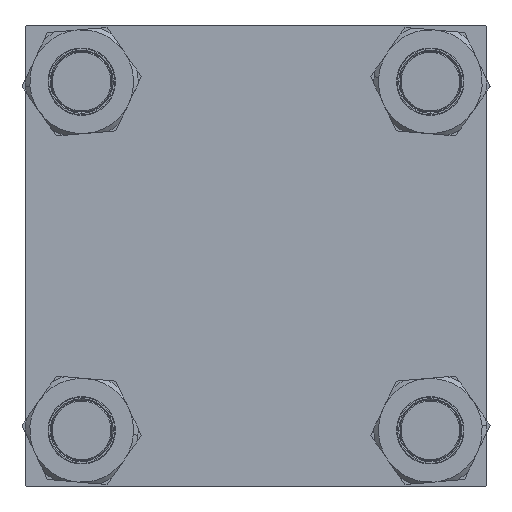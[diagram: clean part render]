
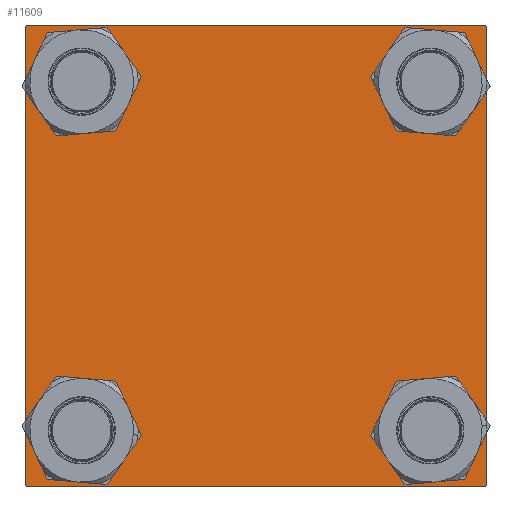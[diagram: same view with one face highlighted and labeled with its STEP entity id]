
A CAD part, left-side view. The second image highlights one B-rep face of the part: STEP entity #11609.
In plain terms, the highlighted planar face has unit normal (-1, 0, 0).
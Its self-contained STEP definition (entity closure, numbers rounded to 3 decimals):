
#182 = EDGE_CURVE ( 'NONE', #53099, #46221, #29675, .T. ) ;
#638 = LINE ( 'NONE', #9306, #45542 ) ;
#746 = FACE_BOUND ( 'NONE', #27921, .T. ) ;
#882 = ORIENTED_EDGE ( 'NONE', *, *, #42398, .T. ) ;
#1178 = VERTEX_POINT ( 'NONE', #12070 ) ;
#1571 = DIRECTION ( 'NONE',  ( 0., -1., 0. ) ) ;
#1707 = CARTESIAN_POINT ( 'NONE',  ( 0., 102.25, -102.25 ) ) ;
#1816 = FACE_BOUND ( 'NONE', #17439, .T. ) ;
#1959 = CARTESIAN_POINT ( 'NONE',  ( 0., -102.5, 102.5 ) ) ;
#2163 = CARTESIAN_POINT ( 'NONE',  ( 0., 77.45, 77.45 ) ) ;
#2212 = CIRCLE ( 'NONE', #15135, 14. ) ;
#3226 = AXIS2_PLACEMENT_3D ( 'NONE', #46696, #46407, #15119 ) ;
#3310 = DIRECTION ( 'NONE',  ( 0., 0.707, -0.707 ) ) ;
#3364 = CARTESIAN_POINT ( 'NONE',  ( 0., 102.5, 102.5 ) ) ;
#3365 = VECTOR ( 'NONE', #19329, 1000. ) ;
#3877 = AXIS2_PLACEMENT_3D ( 'NONE', #31634, #32492, #53918 ) ;
#4187 = EDGE_CURVE ( 'NONE', #11656, #54490, #638, .T. ) ;
#4556 = EDGE_CURVE ( 'NONE', #35947, #8045, #49264, .T. ) ;
#4952 = DIRECTION ( 'NONE',  ( 0., 0., 1. ) ) ;
#4974 = CIRCLE ( 'NONE', #36420, 14. ) ;
#4982 = DIRECTION ( 'NONE',  ( 0., -0.707, 0.707 ) ) ;
#5315 = VECTOR ( 'NONE', #1571, 1000. ) ;
#5443 = CARTESIAN_POINT ( 'NONE',  ( 0., -77.45, -63.45 ) ) ;
#5625 = VECTOR ( 'NONE', #33362, 1000. ) ;
#6137 = AXIS2_PLACEMENT_3D ( 'NONE', #37854, #51731, #56051 ) ;
#6317 = DIRECTION ( 'NONE',  ( 0., -0.707, -0.707 ) ) ;
#6920 = CIRCLE ( 'NONE', #12501, 14. ) ;
#6991 = VERTEX_POINT ( 'NONE', #43489 ) ;
#7213 = EDGE_CURVE ( 'NONE', #46221, #45371, #42783, .T. ) ;
#7302 = EDGE_CURVE ( 'NONE', #43709, #15542, #4974, .T. ) ;
#7848 = EDGE_LOOP ( 'NONE', ( #37066, #44726 ) ) ;
#7965 = EDGE_CURVE ( 'NONE', #6991, #43921, #2212, .T. ) ;
#8045 = VERTEX_POINT ( 'NONE', #42017 ) ;
#8679 = CARTESIAN_POINT ( 'NONE',  ( 0., 77.45, -63.45 ) ) ;
#9090 = ORIENTED_EDGE ( 'NONE', *, *, #182, .T. ) ;
#9306 = CARTESIAN_POINT ( 'NONE',  ( 0., -102.25, -102.25 ) ) ;
#9419 = DIRECTION ( 'NONE',  ( 1., 0., 0. ) ) ;
#9853 = CARTESIAN_POINT ( 'NONE',  ( 0., -77.45, -77.45 ) ) ;
#10045 = ORIENTED_EDGE ( 'NONE', *, *, #17654, .F. ) ;
#11257 = ORIENTED_EDGE ( 'NONE', *, *, #7302, .T. ) ;
#11404 = VECTOR ( 'NONE', #21029, 1000. ) ;
#11609 = ADVANCED_FACE ( 'NONE', ( #19469, #746, #1816, #42355, #18118 ), #37154, .T. ) ;
#11656 = VERTEX_POINT ( 'NONE', #36091 ) ;
#11982 = VERTEX_POINT ( 'NONE', #27812 ) ;
#12070 = CARTESIAN_POINT ( 'NONE',  ( 0., 102., -102.5 ) ) ;
#12302 = CARTESIAN_POINT ( 'NONE',  ( 0., 102.5, -102. ) ) ;
#12501 = AXIS2_PLACEMENT_3D ( 'NONE', #2163, #41276, #41845 ) ;
#12967 = ORIENTED_EDGE ( 'NONE', *, *, #7965, .T. ) ;
#13487 = DIRECTION ( 'NONE',  ( 0., 0., 1. ) ) ;
#14775 = EDGE_LOOP ( 'NONE', ( #34805, #26784, #882, #36635, #10045, #31569, #21947, #9090 ) ) ;
#15079 = EDGE_CURVE ( 'NONE', #43921, #6991, #18940, .T. ) ;
#15119 = DIRECTION ( 'NONE',  ( 0., 0., 1. ) ) ;
#15135 = AXIS2_PLACEMENT_3D ( 'NONE', #9853, #23765, #4952 ) ;
#15450 = CARTESIAN_POINT ( 'NONE',  ( 0., 77.45, 63.45 ) ) ;
#15542 = VERTEX_POINT ( 'NONE', #8679 ) ;
#15833 = CARTESIAN_POINT ( 'NONE',  ( 0., 77.45, 91.45 ) ) ;
#16849 = CIRCLE ( 'NONE', #3877, 14. ) ;
#17110 = EDGE_CURVE ( 'NONE', #8045, #35947, #57020, .T. ) ;
#17439 = EDGE_LOOP ( 'NONE', ( #24869, #11257 ) ) ;
#17654 = EDGE_CURVE ( 'NONE', #27236, #54490, #54648, .T. ) ;
#18118 = FACE_OUTER_BOUND ( 'NONE', #14775, .T. ) ;
#18438 = CARTESIAN_POINT ( 'NONE',  ( 0., -102.5, 102. ) ) ;
#18490 = VECTOR ( 'NONE', #6317, 1000. ) ;
#18653 = LINE ( 'NONE', #41252, #5315 ) ;
#18940 = CIRCLE ( 'NONE', #19853, 14. ) ;
#18947 = DIRECTION ( 'NONE',  ( 1., 0., 0. ) ) ;
#19329 = DIRECTION ( 'NONE',  ( 0., 0., -1. ) ) ;
#19424 = DIRECTION ( 'NONE',  ( 1., 0., 0. ) ) ;
#19469 = FACE_BOUND ( 'NONE', #47831, .T. ) ;
#19853 = AXIS2_PLACEMENT_3D ( 'NONE', #53988, #18947, #36638 ) ;
#21029 = DIRECTION ( 'NONE',  ( 0., 0., -1. ) ) ;
#21378 = EDGE_CURVE ( 'NONE', #55271, #48485, #6920, .T. ) ;
#21947 = ORIENTED_EDGE ( 'NONE', *, *, #27585, .F. ) ;
#22103 = ORIENTED_EDGE ( 'NONE', *, *, #17110, .T. ) ;
#23765 = DIRECTION ( 'NONE',  ( 1., 0., 0. ) ) ;
#24299 = DIRECTION ( 'NONE',  ( 0., 0., 1. ) ) ;
#24392 = CARTESIAN_POINT ( 'NONE',  ( 0., -102.25, 102.25 ) ) ;
#24869 = ORIENTED_EDGE ( 'NONE', *, *, #55485, .T. ) ;
#25230 = AXIS2_PLACEMENT_3D ( 'NONE', #32706, #50651, #24299 ) ;
#25332 = CARTESIAN_POINT ( 'NONE',  ( 0., 102.25, 102.25 ) ) ;
#26047 = CARTESIAN_POINT ( 'NONE',  ( 0., 102., 102.5 ) ) ;
#26709 = CARTESIAN_POINT ( 'NONE',  ( 0., -102.5, -102. ) ) ;
#26784 = ORIENTED_EDGE ( 'NONE', *, *, #39746, .T. ) ;
#27236 = VERTEX_POINT ( 'NONE', #18438 ) ;
#27585 = EDGE_CURVE ( 'NONE', #53099, #11982, #18653, .T. ) ;
#27812 = CARTESIAN_POINT ( 'NONE',  ( 0., -102., 102.5 ) ) ;
#27921 = EDGE_LOOP ( 'NONE', ( #37817, #12967 ) ) ;
#29675 = LINE ( 'NONE', #25332, #48228 ) ;
#29956 = ORIENTED_EDGE ( 'NONE', *, *, #4556, .T. ) ;
#31258 = CARTESIAN_POINT ( 'NONE',  ( 0., 102.5, -102.5 ) ) ;
#31569 = ORIENTED_EDGE ( 'NONE', *, *, #48057, .T. ) ;
#31634 = CARTESIAN_POINT ( 'NONE',  ( 0., 77.45, -77.45 ) ) ;
#32492 = DIRECTION ( 'NONE',  ( 1., 0., 0. ) ) ;
#32706 = CARTESIAN_POINT ( 'NONE',  ( 0., -77.45, 77.45 ) ) ;
#33362 = DIRECTION ( 'NONE',  ( 0., 0.707, 0.707 ) ) ;
#34805 = ORIENTED_EDGE ( 'NONE', *, *, #7213, .T. ) ;
#35947 = VERTEX_POINT ( 'NONE', #39634 ) ;
#36091 = CARTESIAN_POINT ( 'NONE',  ( 0., -102., -102.5 ) ) ;
#36420 = AXIS2_PLACEMENT_3D ( 'NONE', #53739, #9419, #13487 ) ;
#36635 = ORIENTED_EDGE ( 'NONE', *, *, #4187, .T. ) ;
#36638 = DIRECTION ( 'NONE',  ( 0., 0., 1. ) ) ;
#36769 = LINE ( 'NONE', #31258, #41699 ) ;
#36837 = CARTESIAN_POINT ( 'NONE',  ( 0., 77.45, 77.45 ) ) ;
#37066 = ORIENTED_EDGE ( 'NONE', *, *, #52308, .T. ) ;
#37154 = PLANE ( 'NONE',  #3226 ) ;
#37817 = ORIENTED_EDGE ( 'NONE', *, *, #15079, .T. ) ;
#37854 = CARTESIAN_POINT ( 'NONE',  ( 0., -77.45, 77.45 ) ) ;
#39634 = CARTESIAN_POINT ( 'NONE',  ( 0., -77.45, 63.45 ) ) ;
#39746 = EDGE_CURVE ( 'NONE', #45371, #1178, #41389, .T. ) ;
#40878 = DIRECTION ( 'NONE',  ( 0., 0., 1. ) ) ;
#40950 = CIRCLE ( 'NONE', #52012, 14. ) ;
#41252 = CARTESIAN_POINT ( 'NONE',  ( 0., 102.5, 102.5 ) ) ;
#41276 = DIRECTION ( 'NONE',  ( 1., 0., 0. ) ) ;
#41389 = LINE ( 'NONE', #1707, #18490 ) ;
#41699 = VECTOR ( 'NONE', #48924, 1000. ) ;
#41845 = DIRECTION ( 'NONE',  ( 0., 0., 1. ) ) ;
#42017 = CARTESIAN_POINT ( 'NONE',  ( 0., -77.45, 91.45 ) ) ;
#42355 = FACE_BOUND ( 'NONE', #7848, .T. ) ;
#42398 = EDGE_CURVE ( 'NONE', #1178, #11656, #36769, .T. ) ;
#42629 = LINE ( 'NONE', #24392, #5625 ) ;
#42783 = LINE ( 'NONE', #3364, #11404 ) ;
#43489 = CARTESIAN_POINT ( 'NONE',  ( 0., -77.45, -91.45 ) ) ;
#43709 = VERTEX_POINT ( 'NONE', #45482 ) ;
#43921 = VERTEX_POINT ( 'NONE', #5443 ) ;
#44471 = CARTESIAN_POINT ( 'NONE',  ( 0., 102.5, 102. ) ) ;
#44726 = ORIENTED_EDGE ( 'NONE', *, *, #21378, .T. ) ;
#45371 = VERTEX_POINT ( 'NONE', #12302 ) ;
#45482 = CARTESIAN_POINT ( 'NONE',  ( 0., 77.45, -91.45 ) ) ;
#45542 = VECTOR ( 'NONE', #4982, 1000. ) ;
#46221 = VERTEX_POINT ( 'NONE', #44471 ) ;
#46407 = DIRECTION ( 'NONE',  ( -1., 0., 0. ) ) ;
#46696 = CARTESIAN_POINT ( 'NONE',  ( 0., 0., 0. ) ) ;
#47831 = EDGE_LOOP ( 'NONE', ( #22103, #29956 ) ) ;
#48057 = EDGE_CURVE ( 'NONE', #27236, #11982, #42629, .T. ) ;
#48228 = VECTOR ( 'NONE', #3310, 1000. ) ;
#48485 = VERTEX_POINT ( 'NONE', #15833 ) ;
#48924 = DIRECTION ( 'NONE',  ( 0., -1., 0. ) ) ;
#49264 = CIRCLE ( 'NONE', #25230, 14. ) ;
#50651 = DIRECTION ( 'NONE',  ( 1., 0., 0. ) ) ;
#51731 = DIRECTION ( 'NONE',  ( 1., 0., 0. ) ) ;
#52012 = AXIS2_PLACEMENT_3D ( 'NONE', #36837, #19424, #40878 ) ;
#52308 = EDGE_CURVE ( 'NONE', #48485, #55271, #40950, .T. ) ;
#53099 = VERTEX_POINT ( 'NONE', #26047 ) ;
#53739 = CARTESIAN_POINT ( 'NONE',  ( 0., 77.45, -77.45 ) ) ;
#53918 = DIRECTION ( 'NONE',  ( 0., 0., 1. ) ) ;
#53988 = CARTESIAN_POINT ( 'NONE',  ( 0., -77.45, -77.45 ) ) ;
#54490 = VERTEX_POINT ( 'NONE', #26709 ) ;
#54648 = LINE ( 'NONE', #1959, #3365 ) ;
#55271 = VERTEX_POINT ( 'NONE', #15450 ) ;
#55485 = EDGE_CURVE ( 'NONE', #15542, #43709, #16849, .T. ) ;
#56051 = DIRECTION ( 'NONE',  ( 0., 0., 1. ) ) ;
#57020 = CIRCLE ( 'NONE', #6137, 14. ) ;
